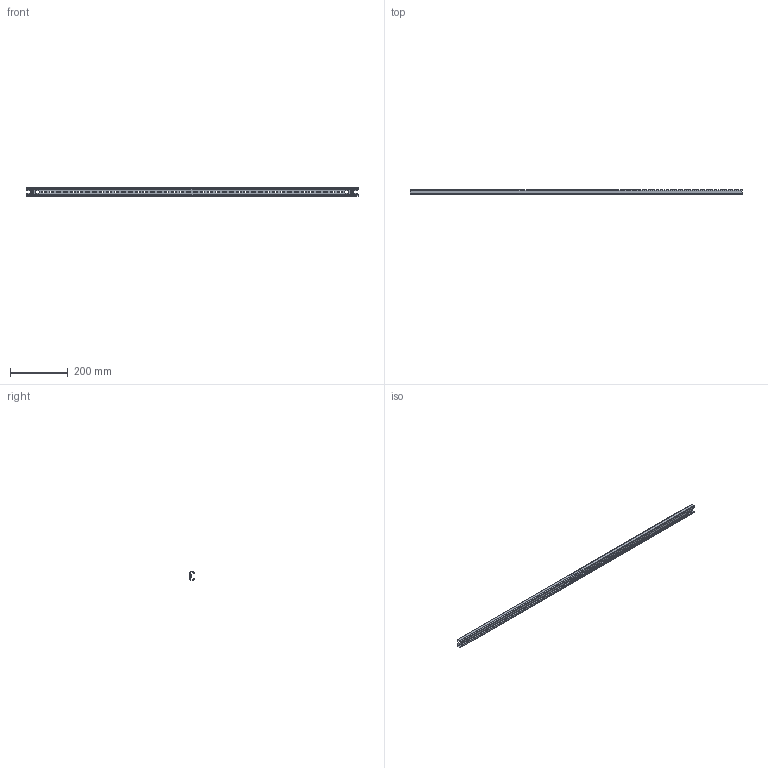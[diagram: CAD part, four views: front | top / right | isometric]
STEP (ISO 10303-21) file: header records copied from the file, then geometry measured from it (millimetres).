
FILE_DESCRIPTION (( 'STEP AP203' ), '1' );
FILE_NAME ('UR15005300012 Êîìïëåêò Ñ-îáðàçíûõ øèí 30.15 RS52 00.120 íà ðàìó_öîêîëü (ÎÖ) (000.801.681-05).STEP', '2022-04-18T10:37:42', ( '' ), ( '' ), 'SwSTEP 2.0', 'SolidWorks 2017', '' );
FILE_SCHEMA (( 'CONFIG_CONTROL_DESIGN' ));
Length unit declared in the file: millimetre
Products named in the file (3): 025-316 Ïëàíêà Ñ-îáðàçíàÿ 30.15_04(1150); 嵑殧趌6402_8; UR15005300012 Êîìïëåêò Ñ-îáðàçíûõ øèí 30.15 RS52 00.120 íà ðàìó_öîêîëü (ÎÖ) (000.801.681-05)
Assembly tree (3 placements, depth 2):
  UR15005300012 Êîìïëåêò Ñ-îáðàçíûõ øèí 30.15 RS52 00.120 íà ðàìó_öîêîëü (ÎÖ) (000.801.681-05)
    025-316 Ïëàíêà Ñ-îáðàçíàÿ 30.15_04(1150)
    嵑殧趌6402_8  x2
Bounding box: 1150 x 15 x 30 mm (x, y, z)
Volume: 98991.3 mm3; surface area: 147361.9 mm2
Topology: 3 solids, 3 shells, 287 faces, 811 edges, 530 vertices
Faces by surface type: cylinder 151, plane 136
Entity records: 9708 total; most frequent: DIRECTION 1667, CARTESIAN_POINT 1608, ORIENTED_EDGE 1598, EDGE_CURVE 799, AXIS2_PLACEMENT_3D 581, VERTEX_POINT 522, VECTOR 505, LINE 505
